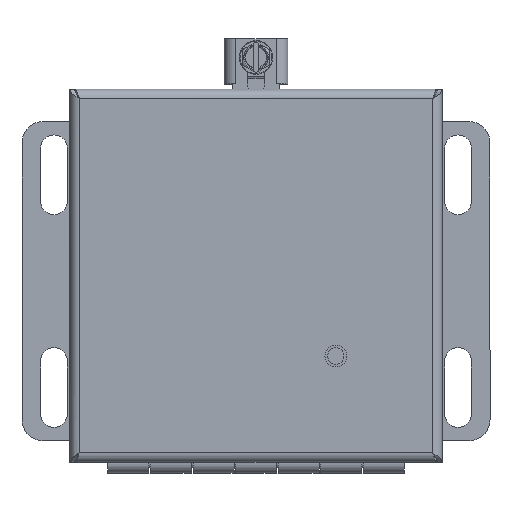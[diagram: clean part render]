
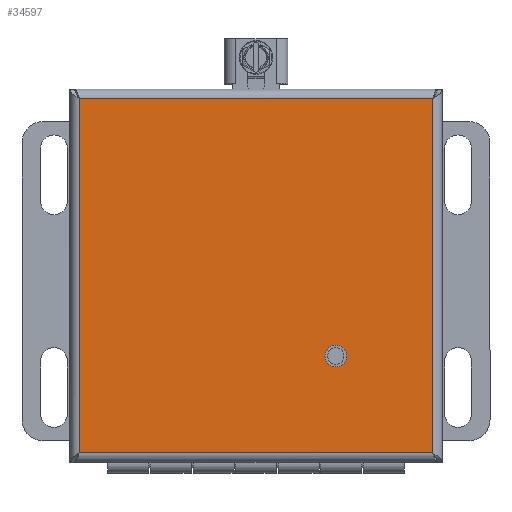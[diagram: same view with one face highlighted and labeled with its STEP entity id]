
A CAD part, top view. The second image highlights one B-rep face of the part: STEP entity #34597.
In plain terms, the highlighted planar face has unit normal (0, 0, 1).
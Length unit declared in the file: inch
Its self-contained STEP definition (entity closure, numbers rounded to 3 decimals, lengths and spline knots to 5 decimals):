
#552 = ORIENTED_EDGE ( 'NONE', *, *, #20107, .T. ) ;
#651 = AXIS2_PLACEMENT_3D ( 'NONE', #16106, #21739, #16471 ) ;
#1692 = VECTOR ( 'NONE', #31377, 39.37008 ) ;
#2660 = EDGE_CURVE ( 'NONE', #26500, #25718, #14245, .T. ) ;
#4588 = ORIENTED_EDGE ( 'NONE', *, *, #2660, .T. ) ;
#4874 = FACE_OUTER_BOUND ( 'NONE', #33536, .T. ) ;
#5051 = FACE_BOUND ( 'NONE', #30084, .T. ) ;
#5959 = CARTESIAN_POINT ( 'NONE',  ( -0.013, -0.023, 3.185 ) ) ;
#7484 = PLANE ( 'NONE',  #651 ) ;
#7646 = AXIS2_PLACEMENT_3D ( 'NONE', #12578, #32481, #21025 ) ;
#9133 = CARTESIAN_POINT ( 'NONE',  ( 4.138, 4.138, 3.185 ) ) ;
#10011 = EDGE_CURVE ( 'NONE', #21640, #26500, #12300, .T. ) ;
#10408 = EDGE_CURVE ( 'NONE', #19692, #21640, #20367, .T. ) ;
#11335 = LINE ( 'NONE', #16956, #24799 ) ;
#12300 = LINE ( 'NONE', #23757, #1692 ) ;
#12483 = CARTESIAN_POINT ( 'NONE',  ( 4.138, -0.023, 3.185 ) ) ;
#12578 = CARTESIAN_POINT ( 'NONE',  ( 3., 1.115, 3.185 ) ) ;
#13947 = EDGE_CURVE ( 'NONE', #25370, #25370, #20259, .T. ) ;
#14245 = LINE ( 'NONE', #25701, #29412 ) ;
#15577 = ORIENTED_EDGE ( 'NONE', *, *, #10011, .T. ) ;
#16106 = CARTESIAN_POINT ( 'NONE',  ( 4.25, 4.25, 3.185 ) ) ;
#16471 = DIRECTION ( 'NONE',  ( 1., 0., 0. ) ) ;
#16956 = CARTESIAN_POINT ( 'NONE',  ( -0.013, 4.25, 3.185 ) ) ;
#19355 = ORIENTED_EDGE ( 'NONE', *, *, #13947, .T. ) ;
#19692 = VERTEX_POINT ( 'NONE', #5959 ) ;
#20107 = EDGE_CURVE ( 'NONE', #25718, #19692, #11335, .T. ) ;
#20259 = CIRCLE ( 'NONE', #7646, 0.09655 ) ;
#20367 = LINE ( 'NONE', #34805, #32256 ) ;
#21025 = DIRECTION ( 'NONE',  ( 1., 0., 0. ) ) ;
#21640 = VERTEX_POINT ( 'NONE', #12483 ) ;
#21739 = DIRECTION ( 'NONE',  ( 0., 0., 1. ) ) ;
#23757 = CARTESIAN_POINT ( 'NONE',  ( 4.138, 4.25, 3.185 ) ) ;
#24799 = VECTOR ( 'NONE', #33472, 39.37008 ) ;
#25370 = VERTEX_POINT ( 'NONE', #30623 ) ;
#25701 = CARTESIAN_POINT ( 'NONE',  ( 4.25, 4.138, 3.185 ) ) ;
#25718 = VERTEX_POINT ( 'NONE', #28004 ) ;
#26500 = VERTEX_POINT ( 'NONE', #9133 ) ;
#28004 = CARTESIAN_POINT ( 'NONE',  ( -0.013, 4.138, 3.185 ) ) ;
#28817 = DIRECTION ( 'NONE',  ( 1., 0., 0. ) ) ;
#29412 = VECTOR ( 'NONE', #33935, 39.37008 ) ;
#30084 = EDGE_LOOP ( 'NONE', ( #19355 ) ) ;
#30623 = CARTESIAN_POINT ( 'NONE',  ( 3.09655, 1.115, 3.185 ) ) ;
#31377 = DIRECTION ( 'NONE',  ( 0., 1., 0. ) ) ;
#32256 = VECTOR ( 'NONE', #28817, 39.37008 ) ;
#32481 = DIRECTION ( 'NONE',  ( 0., 0., -1. ) ) ;
#33472 = DIRECTION ( 'NONE',  ( 0., -1., 0. ) ) ;
#33536 = EDGE_LOOP ( 'NONE', ( #4588, #552, #36670, #15577 ) ) ;
#33935 = DIRECTION ( 'NONE',  ( -1., 0., 0. ) ) ;
#34597 = ADVANCED_FACE ( 'NONE', ( #5051, #4874 ), #7484, .T. ) ;
#34805 = CARTESIAN_POINT ( 'NONE',  ( 4.25, -0.023, 3.185 ) ) ;
#36670 = ORIENTED_EDGE ( 'NONE', *, *, #10408, .T. ) ;
